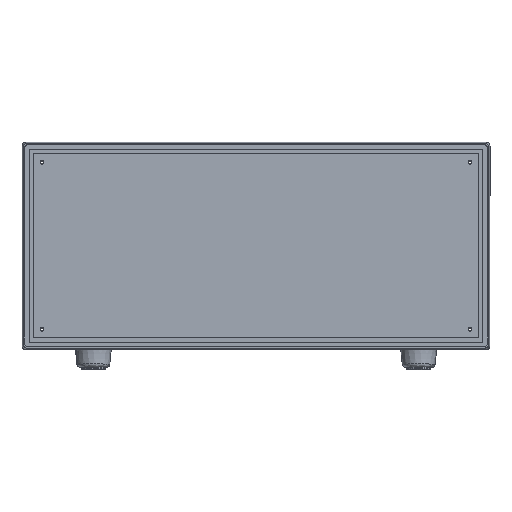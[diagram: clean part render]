
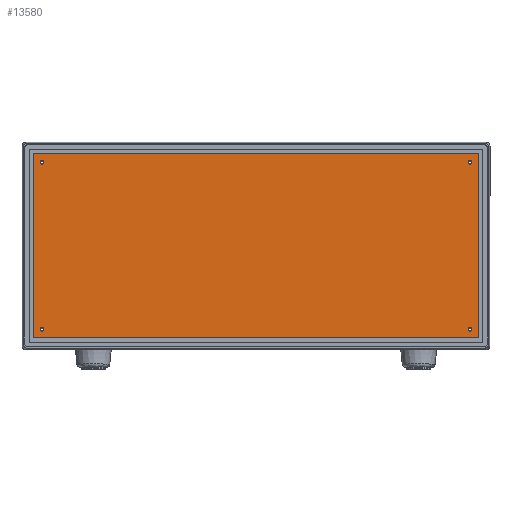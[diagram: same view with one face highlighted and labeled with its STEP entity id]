
A CAD part, top view. The second image highlights one B-rep face of the part: STEP entity #13580.
In plain terms, the highlighted planar face has unit normal (0, 0, 1).
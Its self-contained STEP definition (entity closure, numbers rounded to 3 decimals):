
#342 = AXIS2_PLACEMENT_3D ( 'NONE', #5187, #2762, #10111 ) ;
#407 = EDGE_CURVE ( 'NONE', #1181, #13920, #12266, .T. ) ;
#422 = CARTESIAN_POINT ( 'NONE',  ( 112.75, 44., 0.8 ) ) ;
#652 = ORIENTED_EDGE ( 'NONE', *, *, #12863, .T. ) ;
#1181 = VERTEX_POINT ( 'NONE', #11649 ) ;
#1201 = FACE_BOUND ( 'NONE', #8686, .T. ) ;
#1371 = EDGE_LOOP ( 'NONE', ( #11074, #16191 ) ) ;
#1488 = CIRCLE ( 'NONE', #3274, 1. ) ;
#1807 = CARTESIAN_POINT ( 'NONE',  ( -113.75, -44., 0.8 ) ) ;
#1813 = DIRECTION ( 'NONE',  ( 1., 0., 0. ) ) ;
#1875 = CARTESIAN_POINT ( 'NONE',  ( 111.75, -44., 0.8 ) ) ;
#1916 = CARTESIAN_POINT ( 'NONE',  ( -117.15, -48.4, 0.8 ) ) ;
#1925 = CARTESIAN_POINT ( 'NONE',  ( -113.75, 44., 0.8 ) ) ;
#2027 = CARTESIAN_POINT ( 'NONE',  ( 117.15, 0., 0.8 ) ) ;
#2317 = DIRECTION ( 'NONE',  ( 0., 0., -1. ) ) ;
#2476 = FACE_BOUND ( 'NONE', #1371, .T. ) ;
#2550 = PLANE ( 'NONE',  #10645 ) ;
#2641 = AXIS2_PLACEMENT_3D ( 'NONE', #8841, #9082, #7551 ) ;
#2688 = VERTEX_POINT ( 'NONE', #1925 ) ;
#2729 = VERTEX_POINT ( 'NONE', #10663 ) ;
#2762 = DIRECTION ( 'NONE',  ( 0., 0., -1. ) ) ;
#2969 = ORIENTED_EDGE ( 'NONE', *, *, #11871, .T. ) ;
#2976 = VERTEX_POINT ( 'NONE', #1807 ) ;
#2999 = CARTESIAN_POINT ( 'NONE',  ( 112.75, -44., 0.8 ) ) ;
#3152 = DIRECTION ( 'NONE',  ( 0., 0., -1. ) ) ;
#3267 = ORIENTED_EDGE ( 'NONE', *, *, #14738, .T. ) ;
#3274 = AXIS2_PLACEMENT_3D ( 'NONE', #11813, #3152, #5609 ) ;
#3612 = LINE ( 'NONE', #16113, #6640 ) ;
#3662 = VERTEX_POINT ( 'NONE', #16165 ) ;
#4111 = DIRECTION ( 'NONE',  ( 0., 0., -1. ) ) ;
#4488 = AXIS2_PLACEMENT_3D ( 'NONE', #14796, #2317, #6138 ) ;
#4550 = DIRECTION ( 'NONE',  ( 0., 0., -1. ) ) ;
#4592 = VERTEX_POINT ( 'NONE', #1916 ) ;
#4754 = EDGE_CURVE ( 'NONE', #9850, #2976, #11036, .T. ) ;
#4867 = DIRECTION ( 'NONE',  ( -1., 0., 0. ) ) ;
#4934 = AXIS2_PLACEMENT_3D ( 'NONE', #422, #15511, #15593 ) ;
#4994 = CARTESIAN_POINT ( 'NONE',  ( 0., -48.4, 0.8 ) ) ;
#5103 = ORIENTED_EDGE ( 'NONE', *, *, #7970, .T. ) ;
#5187 = CARTESIAN_POINT ( 'NONE',  ( -112.75, 44., 0.8 ) ) ;
#5454 = CIRCLE ( 'NONE', #4934, 1. ) ;
#5549 = VERTEX_POINT ( 'NONE', #7271 ) ;
#5609 = DIRECTION ( 'NONE',  ( -1., 0., 0. ) ) ;
#5646 = ORIENTED_EDGE ( 'NONE', *, *, #12381, .T. ) ;
#5792 = DIRECTION ( 'NONE',  ( 0., 1., 0. ) ) ;
#6138 = DIRECTION ( 'NONE',  ( -1., 0., 0. ) ) ;
#6339 = CIRCLE ( 'NONE', #342, 1. ) ;
#6640 = VECTOR ( 'NONE', #9751, 1000. ) ;
#6801 = CARTESIAN_POINT ( 'NONE',  ( 0., 0., 0.8 ) ) ;
#6835 = DIRECTION ( 'NONE',  ( -1., 0., 0. ) ) ;
#7271 = CARTESIAN_POINT ( 'NONE',  ( -111.75, 44., 0.8 ) ) ;
#7465 = FACE_BOUND ( 'NONE', #7479, .T. ) ;
#7479 = EDGE_LOOP ( 'NONE', ( #5103, #13762 ) ) ;
#7551 = DIRECTION ( 'NONE',  ( -1., 0., 0. ) ) ;
#7776 = DIRECTION ( 'NONE',  ( 0., 0., 1. ) ) ;
#7833 = AXIS2_PLACEMENT_3D ( 'NONE', #12771, #9093, #10259 ) ;
#7970 = EDGE_CURVE ( 'NONE', #2976, #9850, #16013, .T. ) ;
#7988 = CARTESIAN_POINT ( 'NONE',  ( 113.75, 44., 0.8 ) ) ;
#8179 = ORIENTED_EDGE ( 'NONE', *, *, #10529, .T. ) ;
#8686 = EDGE_LOOP ( 'NONE', ( #14621, #2969 ) ) ;
#8838 = VERTEX_POINT ( 'NONE', #1875 ) ;
#8841 = CARTESIAN_POINT ( 'NONE',  ( -112.75, -44., 0.8 ) ) ;
#9072 = CARTESIAN_POINT ( 'NONE',  ( -117.15, 0., 0.8 ) ) ;
#9082 = DIRECTION ( 'NONE',  ( 0., 0., -1. ) ) ;
#9093 = DIRECTION ( 'NONE',  ( 0., 0., -1. ) ) ;
#9751 = DIRECTION ( 'NONE',  ( -1., 0., 0. ) ) ;
#9763 = AXIS2_PLACEMENT_3D ( 'NONE', #2999, #4111, #6835 ) ;
#9850 = VERTEX_POINT ( 'NONE', #15014 ) ;
#10111 = DIRECTION ( 'NONE',  ( -1., 0., 0. ) ) ;
#10259 = DIRECTION ( 'NONE',  ( -1., 0., 0. ) ) ;
#10529 = EDGE_CURVE ( 'NONE', #13517, #3662, #3612, .T. ) ;
#10645 = AXIS2_PLACEMENT_3D ( 'NONE', #6801, #7776, #1813 ) ;
#10663 = CARTESIAN_POINT ( 'NONE',  ( 117.15, -48.4, 0.8 ) ) ;
#11036 = CIRCLE ( 'NONE', #4488, 1. ) ;
#11074 = ORIENTED_EDGE ( 'NONE', *, *, #407, .T. ) ;
#11208 = FACE_BOUND ( 'NONE', #14878, .T. ) ;
#11287 = DIRECTION ( 'NONE',  ( 1., 0., 0. ) ) ;
#11392 = EDGE_CURVE ( 'NONE', #3662, #4592, #12211, .T. ) ;
#11649 = CARTESIAN_POINT ( 'NONE',  ( 111.75, 44., 0.8 ) ) ;
#11813 = CARTESIAN_POINT ( 'NONE',  ( -112.75, 44., 0.8 ) ) ;
#11871 = EDGE_CURVE ( 'NONE', #5549, #2688, #6339, .T. ) ;
#12170 = EDGE_CURVE ( 'NONE', #8838, #13234, #14784, .T. ) ;
#12211 = LINE ( 'NONE', #9072, #15341 ) ;
#12266 = CIRCLE ( 'NONE', #7833, 1. ) ;
#12308 = CARTESIAN_POINT ( 'NONE',  ( 112.75, -44., 0.8 ) ) ;
#12342 = LINE ( 'NONE', #4994, #15432 ) ;
#12381 = EDGE_CURVE ( 'NONE', #13234, #8838, #13957, .T. ) ;
#12771 = CARTESIAN_POINT ( 'NONE',  ( 112.75, 44., 0.8 ) ) ;
#12863 = EDGE_CURVE ( 'NONE', #2729, #13517, #13224, .T. ) ;
#12918 = VECTOR ( 'NONE', #5792, 1000. ) ;
#13153 = EDGE_CURVE ( 'NONE', #2688, #5549, #1488, .T. ) ;
#13224 = LINE ( 'NONE', #2027, #12918 ) ;
#13234 = VERTEX_POINT ( 'NONE', #15288 ) ;
#13506 = CARTESIAN_POINT ( 'NONE',  ( 117.15, 48.4, 0.8 ) ) ;
#13517 = VERTEX_POINT ( 'NONE', #13506 ) ;
#13580 = ADVANCED_FACE ( 'NONE', ( #1201, #11208, #13753, #2476, #7465 ), #2550, .T. ) ;
#13753 = FACE_OUTER_BOUND ( 'NONE', #14528, .T. ) ;
#13762 = ORIENTED_EDGE ( 'NONE', *, *, #4754, .T. ) ;
#13920 = VERTEX_POINT ( 'NONE', #7988 ) ;
#13957 = CIRCLE ( 'NONE', #9763, 1. ) ;
#14375 = ORIENTED_EDGE ( 'NONE', *, *, #11392, .T. ) ;
#14491 = EDGE_CURVE ( 'NONE', #13920, #1181, #5454, .T. ) ;
#14528 = EDGE_LOOP ( 'NONE', ( #652, #8179, #14375, #3267 ) ) ;
#14621 = ORIENTED_EDGE ( 'NONE', *, *, #13153, .T. ) ;
#14738 = EDGE_CURVE ( 'NONE', #4592, #2729, #12342, .T. ) ;
#14784 = CIRCLE ( 'NONE', #16095, 1. ) ;
#14796 = CARTESIAN_POINT ( 'NONE',  ( -112.75, -44., 0.8 ) ) ;
#14878 = EDGE_LOOP ( 'NONE', ( #15852, #5646 ) ) ;
#15014 = CARTESIAN_POINT ( 'NONE',  ( -111.75, -44., 0.8 ) ) ;
#15288 = CARTESIAN_POINT ( 'NONE',  ( 113.75, -44., 0.8 ) ) ;
#15341 = VECTOR ( 'NONE', #16130, 1000. ) ;
#15432 = VECTOR ( 'NONE', #11287, 1000. ) ;
#15511 = DIRECTION ( 'NONE',  ( 0., 0., -1. ) ) ;
#15593 = DIRECTION ( 'NONE',  ( -1., 0., 0. ) ) ;
#15852 = ORIENTED_EDGE ( 'NONE', *, *, #12170, .T. ) ;
#16013 = CIRCLE ( 'NONE', #2641, 1. ) ;
#16095 = AXIS2_PLACEMENT_3D ( 'NONE', #12308, #4550, #4867 ) ;
#16113 = CARTESIAN_POINT ( 'NONE',  ( 0., 48.4, 0.8 ) ) ;
#16130 = DIRECTION ( 'NONE',  ( 0., -1., 0. ) ) ;
#16165 = CARTESIAN_POINT ( 'NONE',  ( -117.15, 48.4, 0.8 ) ) ;
#16191 = ORIENTED_EDGE ( 'NONE', *, *, #14491, .T. ) ;
